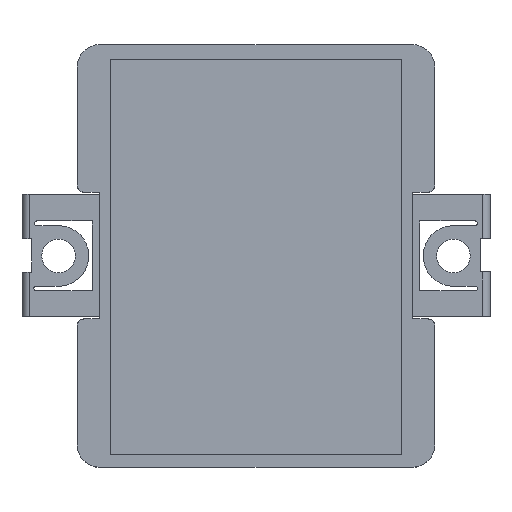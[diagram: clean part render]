
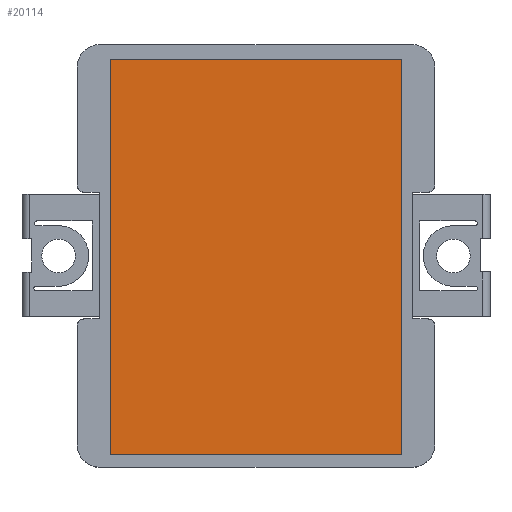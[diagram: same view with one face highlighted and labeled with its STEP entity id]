
A CAD part, top view. The second image highlights one B-rep face of the part: STEP entity #20114.
In plain terms, the highlighted planar face has unit normal (0, 0, 1).
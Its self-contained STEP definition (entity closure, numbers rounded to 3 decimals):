
#18298 = VERTEX_POINT('',#18299);
#18299 = CARTESIAN_POINT('',(-3.5,-50.687,12.5));
#18305 = EDGE_CURVE('',#18298,#18306,#18308,.T.);
#18306 = VERTEX_POINT('',#18307);
#18307 = CARTESIAN_POINT('',(-3.5,2.366,12.5));
#18308 = LINE('',#18309,#18310);
#18309 = CARTESIAN_POINT('',(-3.5,-50.687,12.5));
#18310 = VECTOR('',#18311,1.);
#18311 = DIRECTION('',(0.,1.,0.));
#18329 = VERTEX_POINT('',#18330);
#18330 = CARTESIAN_POINT('',(35.5,-50.687,12.5));
#18336 = EDGE_CURVE('',#18329,#18298,#18337,.T.);
#18337 = LINE('',#18338,#18339);
#18338 = CARTESIAN_POINT('',(35.5,-50.687,12.5));
#18339 = VECTOR('',#18340,1.);
#18340 = DIRECTION('',(-1.,0.,0.));
#18353 = VERTEX_POINT('',#18354);
#18354 = CARTESIAN_POINT('',(35.5,2.366,12.5));
#18360 = EDGE_CURVE('',#18353,#18329,#18361,.T.);
#18361 = LINE('',#18362,#18363);
#18362 = CARTESIAN_POINT('',(35.5,2.366,12.5));
#18363 = VECTOR('',#18364,1.);
#18364 = DIRECTION('',(0.,-1.,0.));
#18377 = EDGE_CURVE('',#18306,#18353,#18378,.T.);
#18378 = LINE('',#18379,#18380);
#18379 = CARTESIAN_POINT('',(-3.5,2.366,12.5));
#18380 = VECTOR('',#18381,1.);
#18381 = DIRECTION('',(1.,0.,0.));
#20114 = ADVANCED_FACE('',(#20115),#20121,.T.);
#20115 = FACE_BOUND('',#20116,.F.);
#20116 = EDGE_LOOP('',(#20117,#20118,#20119,#20120));
#20117 = ORIENTED_EDGE('',*,*,#18377,.T.);
#20118 = ORIENTED_EDGE('',*,*,#18360,.T.);
#20119 = ORIENTED_EDGE('',*,*,#18336,.T.);
#20120 = ORIENTED_EDGE('',*,*,#18305,.T.);
#20121 = PLANE('',#20122);
#20122 = AXIS2_PLACEMENT_3D('',#20123,#20124,#20125);
#20123 = CARTESIAN_POINT('',(16.,-24.161,12.5));
#20124 = DIRECTION('',(0.,0.,1.));
#20125 = DIRECTION('',(0.,1.,0.));
